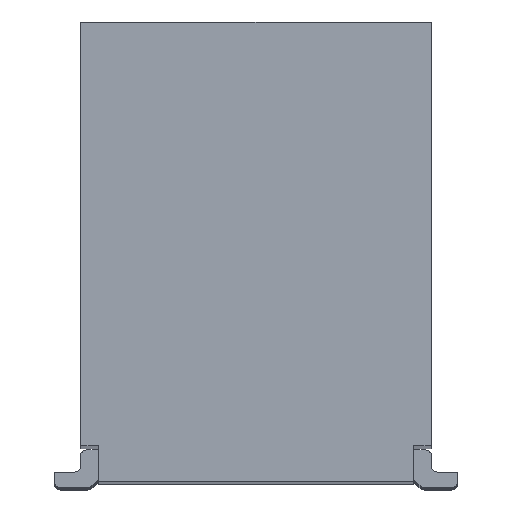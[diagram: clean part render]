
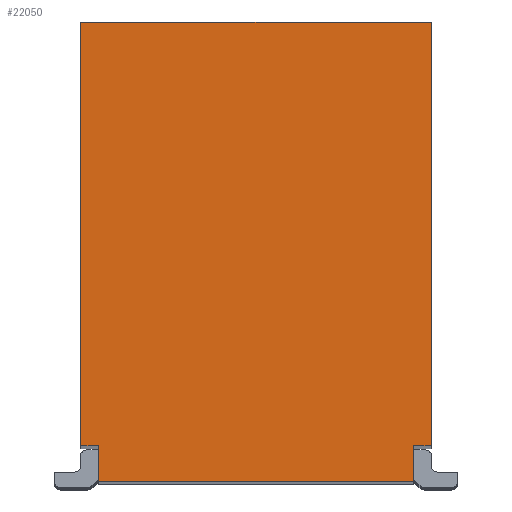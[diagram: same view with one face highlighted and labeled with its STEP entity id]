
A CAD part, top view. The second image highlights one B-rep face of the part: STEP entity #22050.
In plain terms, the highlighted planar face has unit normal (0, 0, 1).
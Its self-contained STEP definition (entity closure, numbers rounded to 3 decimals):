
#17090=CARTESIAN_POINT('',(1.47,1.4,13.185));
#17100=VERTEX_POINT('',#17090);
#17130=CARTESIAN_POINT('',(0.,1.4,13.185));
#17140=DIRECTION('',(1.,0.,0.));
#17150=VECTOR('',#17140,1.);
#17160=LINE('',#17130,#17150);
#17170=CARTESIAN_POINT('',(-1.47,1.4,13.185));
#17180=VERTEX_POINT('',#17170);
#17190=EDGE_CURVE('',#17180,#17100,#17160,.T.);
#21430=CARTESIAN_POINT('',(1.544,-2.546,13.185));
#21440=DIRECTION('',(0.,0.,1.));
#21450=DIRECTION('',(-1.,0.,0.));
#21460=AXIS2_PLACEMENT_3D('',#21430,#21440,#21450);
#21470=PLANE('',#21460);
#21480=CARTESIAN_POINT('',(1.32,-0.5,13.185));
#21490=DIRECTION('',(0.,-1.,0.));
#21500=VECTOR('',#21490,1.);
#21510=LINE('',#21480,#21500);
#21520=CARTESIAN_POINT('',(1.32,-2.15,13.185));
#21530=VERTEX_POINT('',#21520);
#21540=CARTESIAN_POINT('',(1.32,-2.45,13.185));
#21550=VERTEX_POINT('',#21540);
#21560=EDGE_CURVE('',#21530,#21550,#21510,.T.);
#21570=ORIENTED_EDGE('',*,*,#21560,.F.);
#21580=CARTESIAN_POINT('',(0.,-2.45,13.185
));
#21590=DIRECTION('',(-1.,0.,0.));
#21600=VECTOR('',#21590,1.);
#21610=LINE('',#21580,#21600);
#21620=CARTESIAN_POINT('',(-1.32,-2.45,13.185));
#21630=VERTEX_POINT('',#21620);
#21640=EDGE_CURVE('',#21550,#21630,#21610,.T.);
#21650=ORIENTED_EDGE('',*,*,#21640,.F.);
#21660=CARTESIAN_POINT('',(-1.32,-0.5,13.185));
#21670=DIRECTION('',(0.,1.,0.));
#21680=VECTOR('',#21670,1.);
#21690=LINE('',#21660,#21680);
#21700=CARTESIAN_POINT('',(-1.32,-2.15,13.185));
#21710=VERTEX_POINT('',#21700);
#21720=EDGE_CURVE('',#21630,#21710,#21690,.T.);
#21730=ORIENTED_EDGE('',*,*,#21720,.F.);
#21740=CARTESIAN_POINT('',(0.,-2.15,13.185));
#21750=DIRECTION('',(1.,0.,0.));
#21760=VECTOR('',#21750,1.);
#21770=LINE('',#21740,#21760);
#21780=CARTESIAN_POINT('',(-1.47,-2.15,13.185));
#21790=VERTEX_POINT('',#21780);
#21800=EDGE_CURVE('',#21790,#21710,#21770,.T.);
#21810=ORIENTED_EDGE('',*,*,#21800,.T.);
#21820=CARTESIAN_POINT('',(-1.47,-0.5,13.185));
#21830=DIRECTION('',(0.,-1.,0.));
#21840=VECTOR('',#21830,1.);
#21850=LINE('',#21820,#21840);
#21860=EDGE_CURVE('',#17180,#21790,#21850,.T.);
#21870=ORIENTED_EDGE('',*,*,#21860,.T.);
#21880=ORIENTED_EDGE('',*,*,#17190,.F.);
#21890=CARTESIAN_POINT('',(1.47,-0.5,13.185));
#21900=DIRECTION('',(0.,1.,0.));
#21910=VECTOR('',#21900,1.);
#21920=LINE('',#21890,#21910);
#21930=CARTESIAN_POINT('',(1.47,-2.15,13.185));
#21940=VERTEX_POINT('',#21930);
#21950=EDGE_CURVE('',#21940,#17100,#21920,.T.);
#21960=ORIENTED_EDGE('',*,*,#21950,.T.);
#21970=CARTESIAN_POINT('',(0.,-2.15,13.185));
#21980=DIRECTION('',(1.,0.,0.));
#21990=VECTOR('',#21980,1.);
#22000=LINE('',#21970,#21990);
#22010=EDGE_CURVE('',#21530,#21940,#22000,.T.);
#22020=ORIENTED_EDGE('',*,*,#22010,.T.);
#22030=EDGE_LOOP('',(#22020,#21960,#21880,#21870,#21810,#21730,#21650,
#21570));
#22040=FACE_OUTER_BOUND('',#22030,.T.);
#22050=ADVANCED_FACE('',(#22040),#21470,.T.);
